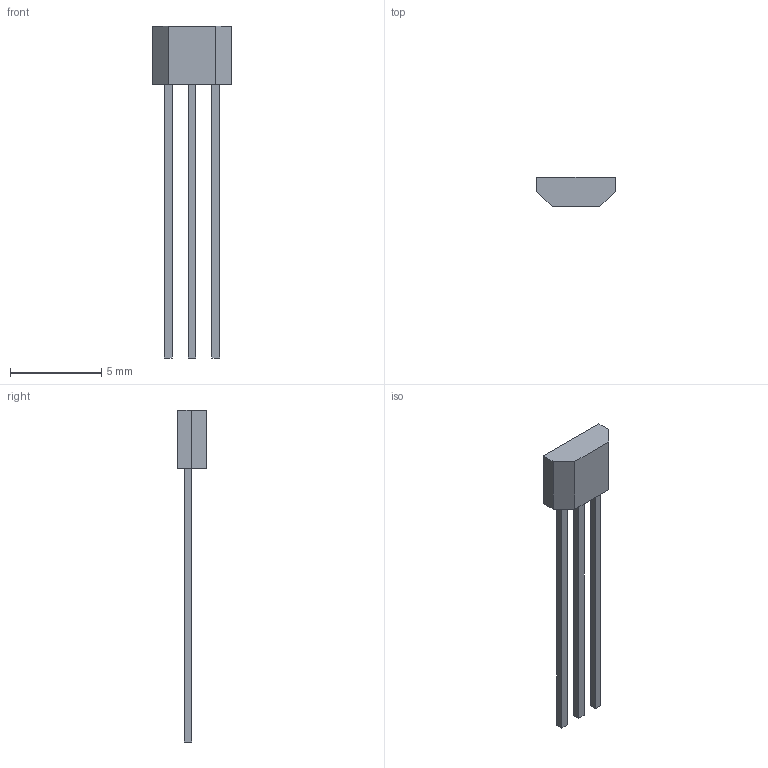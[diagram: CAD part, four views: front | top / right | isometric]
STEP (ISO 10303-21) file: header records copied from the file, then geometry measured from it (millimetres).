
FILE_DESCRIPTION(/* description */ ('model of SIP-3_4.30x1.60mm_P1.30mm'),/* implementation_level */ '2;1');
FILE_NAME(/* name */ 'SIP-3_4.30x1.60mm_P1.30mm.step',/* time_stamp */ '2018-12-21T19:45:27',/* author */ ('kicad StepUp','ksu'),/* organization */ ('FreeCAD'),/* preprocessor_version */ 'OCC',/* originating_system */ 'kicad StepUp',/* authorisation */ '');
FILE_SCHEMA(('AUTOMOTIVE_DESIGN { 1 0 10303 214 1 1 1 1 }'));
Length unit declared in the file: millimetre
Products named in the file (1): SIP_3_P130mm
Bounding box: 4.3 x 1.6 x 18.2 mm (x, y, z)
Volume: 27.7 mm3; surface area: 122.6 mm2
Topology: 1 solids, 1 shells, 23 faces, 54 edges, 36 vertices
Faces by surface type: plane 23
Entity records: 822 total; most frequent: CARTESIAN_POINT 114, ORIENTED_EDGE 108, DIRECTION 102, EDGE_CURVE 54, LINE 54, VECTOR 54, VERTEX_POINT 36, FACE_BOUND 26
